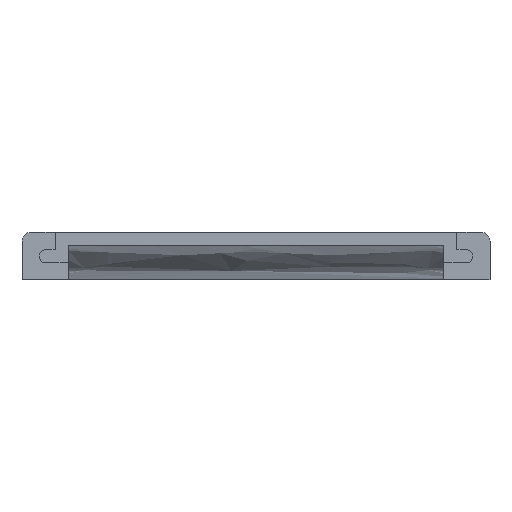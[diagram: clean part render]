
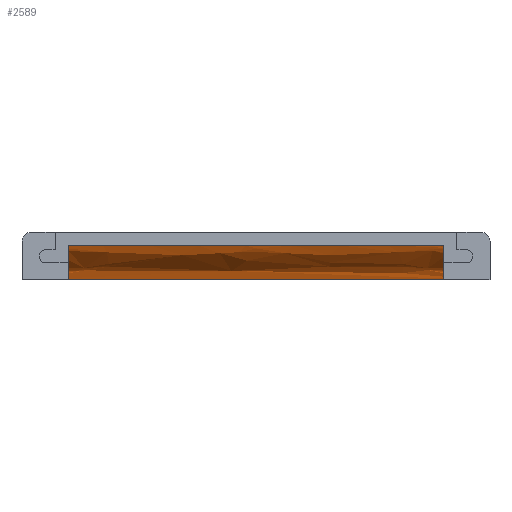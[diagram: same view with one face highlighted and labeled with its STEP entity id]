
A CAD part, front view. The second image highlights one B-rep face of the part: STEP entity #2589.
In plain terms, the highlighted free-form (B-spline) face has degree [2, 3] with [3, 4] control points.
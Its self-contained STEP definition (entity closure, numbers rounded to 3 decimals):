
#7 = EDGE_CURVE ( 'NONE', #3545, #4391, #3740, .T. ) ;
#44 = EDGE_CURVE ( 'NONE', #57, #4475, #3229, .T. ) ;
#57 = VERTEX_POINT ( 'NONE', #3337 ) ;
#86 = DIRECTION ( 'NONE',  ( -1., 0., 0. ) ) ;
#87 = CARTESIAN_POINT ( 'NONE',  ( 15.944, -11.439, 3.9 ) ) ;
#115 = CARTESIAN_POINT ( 'NONE',  ( 2.7, -1.5, 0. ) ) ;
#181 = ORIENTED_EDGE ( 'NONE', *, *, #1517, .T. ) ;
#295 = DIRECTION ( 'NONE',  ( -1., 0., 0. ) ) ;
#309 = DIRECTION ( 'NONE',  ( -1., 0., 0. ) ) ;
#350 = EDGE_CURVE ( 'NONE', #2490, #4013, #691, .T. ) ;
#528 = CARTESIAN_POINT ( 'NONE',  ( 53.3, -11.439, 3.9 ) ) ;
#670 = CARTESIAN_POINT ( 'NONE',  ( 48.605, -11.439, 3.9 ) ) ;
#691 = LINE ( 'NONE', #3490, #3294 ) ;
#748 = DIRECTION ( 'NONE',  ( -1., 0., 0. ) ) ;
#762 = CARTESIAN_POINT ( 'NONE',  ( 37.717, -1.5, 0. ) ) ;
#766 = EDGE_CURVE ( 'NONE', #3725, #3044, #3103, .T. ) ;
#875 = CARTESIAN_POINT ( 'NONE',  ( -1.15, -11.439, 3.9 ) ) ;
#887 = EDGE_CURVE ( 'NONE', #3044, #4367, #2087, .T. ) ;
#891 = CARTESIAN_POINT ( 'NONE',  ( 10.5, -11.439, 3.9 ) ) ;
#929 = ORIENTED_EDGE ( 'NONE', *, *, #887, .T. ) ;
#937 =( BOUNDED_CURVE ( )  B_SPLINE_CURVE ( 2, ( #3835, #1375, #115 ),
 .UNSPECIFIED., .F., .F. ) 
 B_SPLINE_CURVE_WITH_KNOTS ( ( 3, 3 ),
 ( 0., 0.011 ),
 .UNSPECIFIED. ) 
 CURVE ( )  GEOMETRIC_REPRESENTATION_ITEM ( )  RATIONAL_B_SPLINE_CURVE ( ( 1., 0.745, 1. ) ) 
 REPRESENTATION_ITEM ( '' )  );
#953 = ORIENTED_EDGE ( 'NONE', *, *, #2652, .T. ) ;
#959 = ORIENTED_EDGE ( 'NONE', *, *, #766, .T. ) ;
#1146 = ORIENTED_EDGE ( 'NONE', *, *, #5001, .T. ) ;
#1150 = EDGE_CURVE ( 'NONE', #4475, #3725, #1501, .T. ) ;
#1154 = CARTESIAN_POINT ( 'NONE',  ( -1.15, -1.932, 3.9 ) ) ;
#1186 = FACE_OUTER_BOUND ( 'NONE', #3980, .T. ) ;
#1201 = LINE ( 'NONE', #1548, #4398 ) ;
#1237 = CARTESIAN_POINT ( 'NONE',  ( 18.283, -1.5, 0. ) ) ;
#1266 = CARTESIAN_POINT ( 'NONE',  ( -1.15, -1.5, 0. ) ) ;
#1281 = DIRECTION ( 'NONE',  ( -1., 0., 0. ) ) ;
#1335 = VECTOR ( 'NONE', #295, 1000. ) ;
#1353 = VECTOR ( 'NONE', #309, 1000. ) ;
#1375 = CARTESIAN_POINT ( 'NONE',  ( 2.7, -1.932, 3.9 ) ) ;
#1402 = VERTEX_POINT ( 'NONE', #2534 ) ;
#1405 = CARTESIAN_POINT ( 'NONE',  ( 53.3, -11.439, 3.9 ) ) ;
#1456 = CARTESIAN_POINT ( 'NONE',  ( 37.718, -11.439, 3.9 ) ) ;
#1501 = LINE ( 'NONE', #3126, #2699 ) ;
#1517 = EDGE_CURVE ( 'NONE', #4391, #1597, #1201, .T. ) ;
#1548 = CARTESIAN_POINT ( 'NONE',  ( 0., -11.439, 3.9 ) ) ;
#1597 = VERTEX_POINT ( 'NONE', #1873 ) ;
#1628 = CARTESIAN_POINT ( 'NONE',  ( 0., -11.439, 3.9 ) ) ;
#1686 = ORIENTED_EDGE ( 'NONE', *, *, #350, .T. ) ;
#1702 = DIRECTION ( 'NONE',  ( -1., 0., 0. ) ) ;
#1712 = CARTESIAN_POINT ( 'NONE',  ( 2.7, -11.439, 3.9 ) ) ;
#1809 = CARTESIAN_POINT ( 'NONE',  ( 53.3, -1.5, 0. ) ) ;
#1815 = CARTESIAN_POINT ( 'NONE',  ( 21.387, -11.439, 3.9 ) ) ;
#1871 = VECTOR ( 'NONE', #3639, 1000. ) ;
#1873 = CARTESIAN_POINT ( 'NONE',  ( 43.162, -11.439, 3.9 ) ) ;
#2087 = LINE ( 'NONE', #3727, #3730 ) ;
#2330 = DIRECTION ( 'NONE',  ( 1., 0., 0. ) ) ;
#2387 =( BOUNDED_CURVE ( )  B_SPLINE_CURVE ( 2, ( #3023, #2491, #528 ),
 .UNSPECIFIED., .F., .F. ) 
 B_SPLINE_CURVE_WITH_KNOTS ( ( 3, 3 ),
 ( 0., 0.011 ),
 .UNSPECIFIED. ) 
 CURVE ( )  GEOMETRIC_REPRESENTATION_ITEM ( )  RATIONAL_B_SPLINE_CURVE ( ( 1., 0.745, 1. ) ) 
 REPRESENTATION_ITEM ( '' )  );
#2428 = LINE ( 'NONE', #4832, #1871 ) ;
#2490 = VERTEX_POINT ( 'NONE', #1456 ) ;
#2491 = CARTESIAN_POINT ( 'NONE',  ( 53.3, -1.932, 3.9 ) ) ;
#2534 = CARTESIAN_POINT ( 'NONE',  ( 2.7, -1.5, 0. ) ) ;
#2569 = LINE ( 'NONE', #4193, #1353 ) ;
#2589 = ADVANCED_FACE ( 'NONE', ( #1186 ), #4031, .T. ) ;
#2652 = EDGE_CURVE ( 'NONE', #4367, #1402, #937, .T. ) ;
#2685 = VECTOR ( 'NONE', #1702, 1000. ) ;
#2689 = EDGE_CURVE ( 'NONE', #4867, #3545, #2387, .T. ) ;
#2699 = VECTOR ( 'NONE', #4751, 1000. ) ;
#2731 = EDGE_CURVE ( 'NONE', #1597, #2490, #2569, .T. ) ;
#2782 = CARTESIAN_POINT ( 'NONE',  ( 18.283, -1.932, 3.9 ) ) ;
#2791 = DIRECTION ( 'NONE',  ( -1., 0., 0. ) ) ;
#2803 = ORIENTED_EDGE ( 'NONE', *, *, #44, .T. ) ;
#2814 = CARTESIAN_POINT ( 'NONE',  ( 37.717, -11.439, 3.9 ) ) ;
#2892 = CARTESIAN_POINT ( 'NONE',  ( 18.283, -11.439, 3.9 ) ) ;
#3023 = CARTESIAN_POINT ( 'NONE',  ( 53.3, -1.5, 0. ) ) ;
#3026 = ORIENTED_EDGE ( 'NONE', *, *, #2731, .T. ) ;
#3044 = VERTEX_POINT ( 'NONE', #891 ) ;
#3103 = LINE ( 'NONE', #3943, #1335 ) ;
#3126 = CARTESIAN_POINT ( 'NONE',  ( 0., -11.439, 3.9 ) ) ;
#3198 = ORIENTED_EDGE ( 'NONE', *, *, #1150, .T. ) ;
#3204 = ORIENTED_EDGE ( 'NONE', *, *, #7, .T. ) ;
#3229 = LINE ( 'NONE', #4853, #4730 ) ;
#3294 = VECTOR ( 'NONE', #2791, 1000. ) ;
#3337 = CARTESIAN_POINT ( 'NONE',  ( 26.831, -11.439, 3.9 ) ) ;
#3490 = CARTESIAN_POINT ( 'NONE',  ( 0., -11.439, 3.9 ) ) ;
#3541 = CARTESIAN_POINT ( 'NONE',  ( 0., -1.5, 0. ) ) ;
#3545 = VERTEX_POINT ( 'NONE', #1405 ) ;
#3639 = DIRECTION ( 'NONE',  ( -1., 0., 0. ) ) ;
#3667 = VECTOR ( 'NONE', #2330, 1000. ) ;
#3677 = CARTESIAN_POINT ( 'NONE',  ( 57.15, -1.932, 3.9 ) ) ;
#3725 = VERTEX_POINT ( 'NONE', #87 ) ;
#3727 = CARTESIAN_POINT ( 'NONE',  ( 0., -11.439, 3.9 ) ) ;
#3730 = VECTOR ( 'NONE', #86, 1000. ) ;
#3740 = LINE ( 'NONE', #1628, #2685 ) ;
#3769 = ORIENTED_EDGE ( 'NONE', *, *, #2689, .T. ) ;
#3835 = CARTESIAN_POINT ( 'NONE',  ( 2.7, -11.439, 3.9 ) ) ;
#3943 = CARTESIAN_POINT ( 'NONE',  ( 0., -11.439, 3.9 ) ) ;
#3960 = CARTESIAN_POINT ( 'NONE',  ( 32.274, -11.439, 3.9 ) ) ;
#3980 = EDGE_LOOP ( 'NONE', ( #4940, #2803, #3198, #959, #929, #953, #1146, #3769, #3204, #181, #3026, #1686 ) ) ;
#4013 = VERTEX_POINT ( 'NONE', #3960 ) ;
#4031 =( BOUNDED_SURFACE ( )  B_SPLINE_SURFACE ( 2, 3, ( 
 ( #4891, #762, #1237, #1266 ),
 ( #3677, #4487, #2782, #1154 ),
 ( #4065, #2814, #2892, #875 ) ),
 .UNSPECIFIED., .F., .F., .F. ) 
 B_SPLINE_SURFACE_WITH_KNOTS ( ( 3, 3 ),
 ( 4, 4 ),
 ( 0., 1. ),
 ( -0.057, 0.001 ),
 .UNSPECIFIED. ) 
 GEOMETRIC_REPRESENTATION_ITEM ( )  RATIONAL_B_SPLINE_SURFACE ( (
 ( 1., 1., 1., 1.),
 ( 0.745, 0.745, 0.745, 0.745),
 ( 1., 1., 1., 1.) ) ) 
 REPRESENTATION_ITEM ( '' )  SURFACE ( )  );
#4065 = CARTESIAN_POINT ( 'NONE',  ( 57.15, -11.439, 3.9 ) ) ;
#4132 = EDGE_CURVE ( 'NONE', #4013, #57, #2428, .T. ) ;
#4193 = CARTESIAN_POINT ( 'NONE',  ( 0., -11.439, 3.9 ) ) ;
#4361 = LINE ( 'NONE', #3541, #3667 ) ;
#4367 = VERTEX_POINT ( 'NONE', #1712 ) ;
#4391 = VERTEX_POINT ( 'NONE', #670 ) ;
#4398 = VECTOR ( 'NONE', #748, 1000. ) ;
#4475 = VERTEX_POINT ( 'NONE', #1815 ) ;
#4487 = CARTESIAN_POINT ( 'NONE',  ( 37.717, -1.932, 3.9 ) ) ;
#4730 = VECTOR ( 'NONE', #1281, 1000. ) ;
#4751 = DIRECTION ( 'NONE',  ( -1., 0., 0. ) ) ;
#4832 = CARTESIAN_POINT ( 'NONE',  ( 0., -11.439, 3.9 ) ) ;
#4853 = CARTESIAN_POINT ( 'NONE',  ( 0., -11.439, 3.9 ) ) ;
#4867 = VERTEX_POINT ( 'NONE', #1809 ) ;
#4891 = CARTESIAN_POINT ( 'NONE',  ( 57.15, -1.5, 0. ) ) ;
#4940 = ORIENTED_EDGE ( 'NONE', *, *, #4132, .T. ) ;
#5001 = EDGE_CURVE ( 'NONE', #1402, #4867, #4361, .T. ) ;
